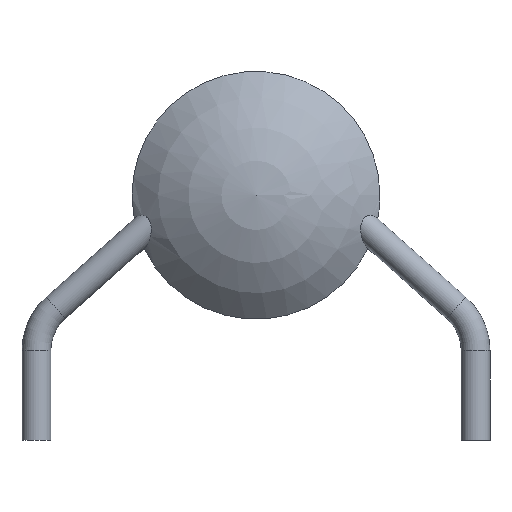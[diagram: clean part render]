
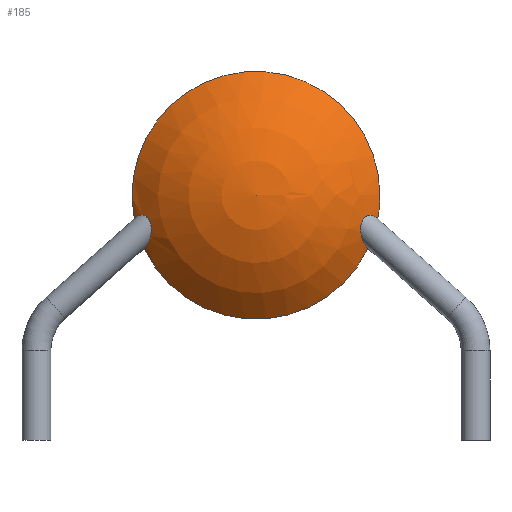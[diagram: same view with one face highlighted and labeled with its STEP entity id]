
A CAD part, front view. The second image highlights one B-rep face of the part: STEP entity #185.
In plain terms, the highlighted spherical face has radius 2.908 mm.
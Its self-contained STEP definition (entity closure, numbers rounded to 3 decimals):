
#15=SPHERICAL_SURFACE('',#225,2.908);
#29=FACE_OUTER_BOUND('',#39,.T.);
#39=EDGE_LOOP('',(#154,#155,#156,#157,#158,#159,#160));
#40=B_SPLINE_CURVE_WITH_KNOTS('',3,(#295,#296,#297,#298,#299,#300,#301,
#302,#303,#304,#305,#306,#307,#308,#309,#310,#311,#312,#313,#314,#315,#316),
 .UNSPECIFIED.,.F.,.F.,(4,2,2,2,2,2,2,2,2,2,4),(0.,0.014,0.029,
0.04,0.052,0.056,0.061,
0.065,0.07,0.083,0.096),
 .UNSPECIFIED.);
#42=B_SPLINE_CURVE_WITH_KNOTS('',3,(#343,#344,#345,#346,#347,#348,#349,
#350,#351,#352,#353,#354,#355,#356,#357,#358,#359,#360,#361,#362,#363,#364),
 .UNSPECIFIED.,.F.,.F.,(4,2,2,2,2,2,2,2,2,2,4),(-0.096,-0.083,
-0.07,-0.065,-0.061,-0.056,
-0.052,-0.04,-0.029,-0.014,
0.),.UNSPECIFIED.);
#64=CIRCLE('',#221,2.15);
#65=CIRCLE('',#222,2.15);
#67=CIRCLE('',#224,2.15);
#68=CIRCLE('',#226,2.908);
#71=VERTEX_POINT('',#292);
#72=VERTEX_POINT('',#294);
#73=VERTEX_POINT('',#341);
#74=VERTEX_POINT('',#342);
#83=VERTEX_POINT('',#416);
#85=VERTEX_POINT('',#422);
#88=EDGE_CURVE('',#72,#71,#40,.T.);
#91=EDGE_CURVE('',#73,#74,#42,.T.);
#106=EDGE_CURVE('',#74,#72,#64,.T.);
#107=EDGE_CURVE('',#83,#73,#65,.T.);
#109=EDGE_CURVE('',#71,#83,#67,.T.);
#110=EDGE_CURVE('',#85,#83,#68,.T.);
#154=ORIENTED_EDGE('',*,*,#88,.T.);
#155=ORIENTED_EDGE('',*,*,#109,.T.);
#156=ORIENTED_EDGE('',*,*,#110,.F.);
#157=ORIENTED_EDGE('',*,*,#110,.T.);
#158=ORIENTED_EDGE('',*,*,#107,.T.);
#159=ORIENTED_EDGE('',*,*,#91,.T.);
#160=ORIENTED_EDGE('',*,*,#106,.T.);
#185=ADVANCED_FACE('',(#29),#15,.T.);
#221=AXIS2_PLACEMENT_3D('',#415,#275,#276);
#222=AXIS2_PLACEMENT_3D('',#417,#277,#278);
#224=AXIS2_PLACEMENT_3D('',#420,#281,#282);
#225=AXIS2_PLACEMENT_3D('',#421,#283,#284);
#226=AXIS2_PLACEMENT_3D('',#423,#285,#286);
#275=DIRECTION('center_axis',(0.,-1.,0.));
#276=DIRECTION('ref_axis',(-1.,0.,0.));
#277=DIRECTION('center_axis',(0.,-1.,0.));
#278=DIRECTION('ref_axis',(-1.,0.,0.));
#281=DIRECTION('center_axis',(0.,-1.,0.));
#282=DIRECTION('ref_axis',(-1.,0.,0.));
#283=DIRECTION('center_axis',(0.,-1.,0.));
#284=DIRECTION('ref_axis',(-1.,0.,0.));
#285=DIRECTION('center_axis',(0.,0.,1.));
#286=DIRECTION('ref_axis',(1.,0.,0.));
#292=CARTESIAN_POINT('',(5.922,0.,1.846));
#294=CARTESIAN_POINT('',(5.752,0.,1.327));
#295=CARTESIAN_POINT('Ctrl Pts',(5.752,0.,1.327));
#296=CARTESIAN_POINT('Ctrl Pts',(5.727,-0.035,1.349));
#297=CARTESIAN_POINT('Ctrl Pts',(5.704,-0.07,1.38));
#298=CARTESIAN_POINT('Ctrl Pts',(5.666,-0.134,1.451));
#299=CARTESIAN_POINT('Ctrl Pts',(5.651,-0.162,1.493));
#300=CARTESIAN_POINT('Ctrl Pts',(5.634,-0.202,1.567));
#301=CARTESIAN_POINT('Ctrl Pts',(5.628,-0.219,1.606));
#302=CARTESIAN_POINT('Ctrl Pts',(5.625,-0.243,1.685));
#303=CARTESIAN_POINT('Ctrl Pts',(5.629,-0.25,1.725));
#304=CARTESIAN_POINT('Ctrl Pts',(5.642,-0.25,1.777));
#305=CARTESIAN_POINT('Ctrl Pts',(5.648,-0.249,1.793));
#306=CARTESIAN_POINT('Ctrl Pts',(5.662,-0.243,1.822));
#307=CARTESIAN_POINT('Ctrl Pts',(5.67,-0.239,1.836));
#308=CARTESIAN_POINT('Ctrl Pts',(5.687,-0.228,1.858));
#309=CARTESIAN_POINT('Ctrl Pts',(5.697,-0.221,1.868));
#310=CARTESIAN_POINT('Ctrl Pts',(5.719,-0.205,1.884));
#311=CARTESIAN_POINT('Ctrl Pts',(5.73,-0.196,1.89));
#312=CARTESIAN_POINT('Ctrl Pts',(5.773,-0.16,1.906));
#313=CARTESIAN_POINT('Ctrl Pts',(5.806,-0.128,1.904));
#314=CARTESIAN_POINT('Ctrl Pts',(5.869,-0.063,1.885));
#315=CARTESIAN_POINT('Ctrl Pts',(5.898,-0.03,1.867));
#316=CARTESIAN_POINT('Ctrl Pts',(5.922,0.,
1.846));
#341=CARTESIAN_POINT('',(1.698,0.,1.846));
#342=CARTESIAN_POINT('',(1.868,0.,1.327));
#343=CARTESIAN_POINT('Ctrl Pts',(1.698,0.,
1.846));
#344=CARTESIAN_POINT('Ctrl Pts',(1.722,-0.03,1.867));
#345=CARTESIAN_POINT('Ctrl Pts',(1.751,-0.063,1.885));
#346=CARTESIAN_POINT('Ctrl Pts',(1.814,-0.128,1.904));
#347=CARTESIAN_POINT('Ctrl Pts',(1.847,-0.16,1.906));
#348=CARTESIAN_POINT('Ctrl Pts',(1.89,-0.196,1.89));
#349=CARTESIAN_POINT('Ctrl Pts',(1.901,-0.205,1.884));
#350=CARTESIAN_POINT('Ctrl Pts',(1.923,-0.221,1.868));
#351=CARTESIAN_POINT('Ctrl Pts',(1.933,-0.228,1.858));
#352=CARTESIAN_POINT('Ctrl Pts',(1.95,-0.239,1.836));
#353=CARTESIAN_POINT('Ctrl Pts',(1.958,-0.243,1.822));
#354=CARTESIAN_POINT('Ctrl Pts',(1.972,-0.249,1.793));
#355=CARTESIAN_POINT('Ctrl Pts',(1.978,-0.25,1.777));
#356=CARTESIAN_POINT('Ctrl Pts',(1.991,-0.25,1.725));
#357=CARTESIAN_POINT('Ctrl Pts',(1.995,-0.243,1.685));
#358=CARTESIAN_POINT('Ctrl Pts',(1.992,-0.219,1.606));
#359=CARTESIAN_POINT('Ctrl Pts',(1.986,-0.202,1.567));
#360=CARTESIAN_POINT('Ctrl Pts',(1.969,-0.162,1.493));
#361=CARTESIAN_POINT('Ctrl Pts',(1.954,-0.134,1.451));
#362=CARTESIAN_POINT('Ctrl Pts',(1.916,-0.07,1.38));
#363=CARTESIAN_POINT('Ctrl Pts',(1.893,-0.035,1.349));
#364=CARTESIAN_POINT('Ctrl Pts',(1.868,0.,
1.327));
#415=CARTESIAN_POINT('Origin',(3.81,0.,2.25));
#416=CARTESIAN_POINT('',(5.96,0.,2.25));
#417=CARTESIAN_POINT('Origin',(3.81,0.,2.25));
#420=CARTESIAN_POINT('Origin',(3.81,0.,2.25));
#421=CARTESIAN_POINT('Origin',(3.81,1.958,2.25));
#422=CARTESIAN_POINT('',(3.81,-0.95,2.25));
#423=CARTESIAN_POINT('Origin',(3.81,1.958,2.25));
